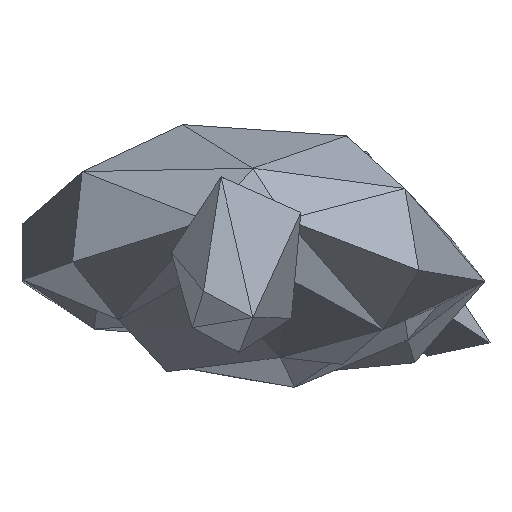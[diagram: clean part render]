
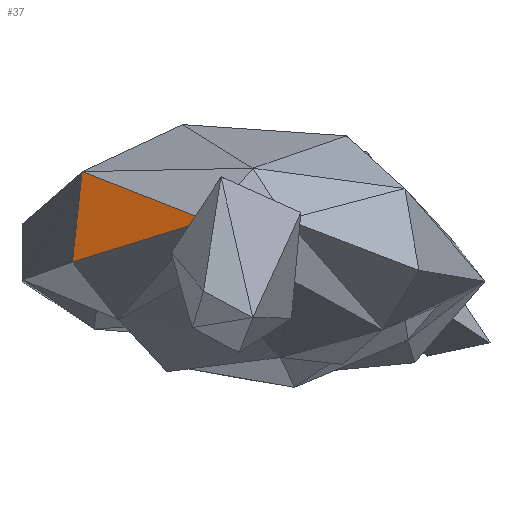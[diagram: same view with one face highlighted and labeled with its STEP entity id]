
A CAD part, top view. The second image highlights one B-rep face of the part: STEP entity #37.
In plain terms, the highlighted free-form (B-spline) face has degree [1, 1] with [2, 2] control points.
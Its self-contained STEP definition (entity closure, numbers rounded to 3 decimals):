
#37=ADVANCED_FACE('',(#240),#1966,.T.);
#240=FACE_OUTER_BOUND('',#443,.T.);
#443=EDGE_LOOP('',(#690,#691,#692));
#690=ORIENTED_EDGE('',*,*,#1275,.T.);
#691=ORIENTED_EDGE('',*,*,#1270,.F.);
#692=ORIENTED_EDGE('',*,*,#1332,.F.);
#1270=EDGE_CURVE('',#1870,#1865,#1575,.T.);
#1275=EDGE_CURVE('',#1871,#1865,#1580,.T.);
#1332=EDGE_CURVE('',#1871,#1870,#1637,.T.);
#1575=B_SPLINE_CURVE_WITH_KNOTS('',1,(#3157,#3158),.UNSPECIFIED.,.F.,.F.,
(2,2),(0.,1.),.UNSPECIFIED.);
#1580=B_SPLINE_CURVE_WITH_KNOTS('',1,(#3167,#3168),.UNSPECIFIED.,.F.,.F.,
(2,2),(0.,1.),.UNSPECIFIED.);
#1637=B_SPLINE_CURVE_WITH_KNOTS('',1,(#3281,#3282),.UNSPECIFIED.,.F.,.F.,
(2,2),(0.,1.),.UNSPECIFIED.);
#1865=VERTEX_POINT('',#3006);
#1870=VERTEX_POINT('',#3011);
#1871=VERTEX_POINT('',#3012);
#1966=B_SPLINE_SURFACE_WITH_KNOTS('',1,1,((#2261,#2262),(#2263,#2264)),
 .UNSPECIFIED.,.F.,.F.,.F.,(2,2),(2,2),(0.,24.102),(0.,26.474),
 .UNSPECIFIED.);
#2261=CARTESIAN_POINT('',(-329.742,-127.353,1600.219));
#2262=CARTESIAN_POINT('',(-521.981,-51.881,1434.583));
#2263=CARTESIAN_POINT('',(-122.676,-63.511,1705.769));
#2264=CARTESIAN_POINT('',(-314.915,11.96,1540.133));
#3006=CARTESIAN_POINT('',(-122.676,-63.511,1705.769));
#3011=CARTESIAN_POINT('',(-314.915,11.96,1540.133));
#3012=CARTESIAN_POINT('',(-329.742,-127.353,1600.219));
#3157=CARTESIAN_POINT('',(-314.915,11.96,1540.133));
#3158=CARTESIAN_POINT('',(-122.676,-63.511,1705.769));
#3167=CARTESIAN_POINT('',(-329.742,-127.353,1600.219));
#3168=CARTESIAN_POINT('',(-122.676,-63.511,1705.769));
#3281=CARTESIAN_POINT('',(-329.742,-127.353,1600.219));
#3282=CARTESIAN_POINT('',(-314.915,11.96,1540.133));
